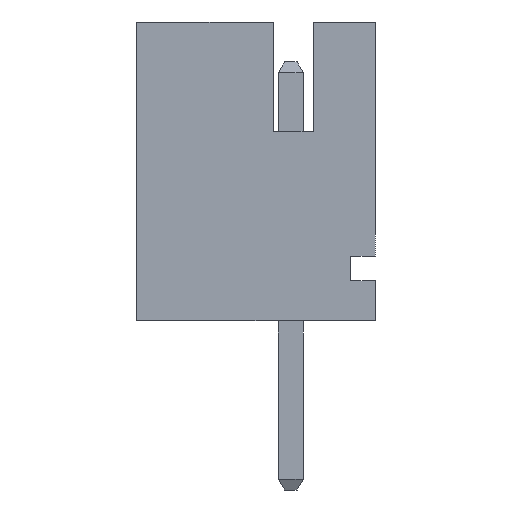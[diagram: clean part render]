
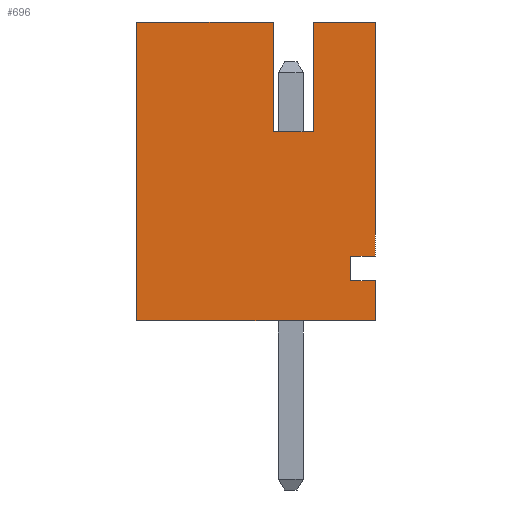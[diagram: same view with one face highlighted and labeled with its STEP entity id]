
A CAD part, left-side view. The second image highlights one B-rep face of the part: STEP entity #696.
In plain terms, the highlighted planar face has unit normal (-1, 0, 0).
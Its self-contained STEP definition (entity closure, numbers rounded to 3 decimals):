
#696=ADVANCED_FACE('',(#1457),#1459,.T.);
#1457=FACE_BOUND('',#1458,.T.);
#1458=EDGE_LOOP('',(#2076,#2077,#2078,#2079,#2080,#2081,#2082,#2083,#2084,#2085,
#2086,#2087));
#1459=PLANE('',#1460);
#1460=AXIS2_PLACEMENT_3D('',#1461,#1462,#1463);
#1461=CARTESIAN_POINT('',(-16.,3.1,0.));
#1462=DIRECTION('',(-1.,0.,0.));
#1463=DIRECTION('',(0.,-1.,0.));
#2076=ORIENTED_EDGE('',*,*,#2495,.T.);
#2077=ORIENTED_EDGE('',*,*,#2496,.T.);
#2078=ORIENTED_EDGE('',*,*,#2497,.F.);
#2079=ORIENTED_EDGE('',*,*,#2456,.F.);
#2080=ORIENTED_EDGE('',*,*,#2487,.T.);
#2081=ORIENTED_EDGE('',*,*,#2494,.T.);
#2082=ORIENTED_EDGE('',*,*,#2498,.T.);
#2083=ORIENTED_EDGE('',*,*,#2499,.T.);
#2084=ORIENTED_EDGE('',*,*,#2500,.T.);
#2085=ORIENTED_EDGE('',*,*,#2501,.T.);
#2086=ORIENTED_EDGE('',*,*,#2502,.F.);
#2087=ORIENTED_EDGE('',*,*,#2503,.T.);
#2456=EDGE_CURVE('',#2788,#2790,#2791,.T.);
#2487=EDGE_CURVE('',#2788,#2828,#2830,.T.);
#2494=EDGE_CURVE('',#2828,#2841,#2843,.T.);
#2495=EDGE_CURVE('',#2844,#2845,#2846,.F.);
#2496=EDGE_CURVE('',#2845,#2847,#2848,.F.);
#2497=EDGE_CURVE('',#2790,#2847,#2849,.T.);
#2498=EDGE_CURVE('',#2841,#2850,#2851,.F.);
#2499=EDGE_CURVE('',#2850,#2852,#2853,.T.);
#2500=EDGE_CURVE('',#2852,#2854,#2855,.F.);
#2501=EDGE_CURVE('',#2854,#2856,#2857,.T.);
#2502=EDGE_CURVE('',#2858,#2856,#2859,.T.);
#2503=EDGE_CURVE('',#2858,#2844,#2860,.F.);
#2788=VERTEX_POINT('',#3389);
#2790=VERTEX_POINT('',#3393);
#2791=LINE('',#3394,#3395);
#2828=VERTEX_POINT('',#3491);
#2830=LINE('',#3495,#3496);
#2841=VERTEX_POINT('',#3518);
#2843=LINE('',#3522,#3523);
#2844=VERTEX_POINT('',#3525);
#2845=VERTEX_POINT('',#3526);
#2846=LINE('',#3527,#3528);
#2847=VERTEX_POINT('',#3530);
#2848=LINE('',#3531,#3532);
#2849=LINE('',#3534,#3535);
#2850=VERTEX_POINT('',#3537);
#2851=LINE('',#3538,#3539);
#2852=VERTEX_POINT('',#3541);
#2853=LINE('',#3542,#3543);
#2854=VERTEX_POINT('',#3545);
#2855=LINE('',#3546,#3547);
#2856=VERTEX_POINT('',#3549);
#2857=LINE('',#3550,#3551);
#2858=VERTEX_POINT('',#3553);
#2859=LINE('',#3554,#3555);
#2860=LINE('',#3557,#3558);
#3389=CARTESIAN_POINT('',(-16.,3.1,0.));
#3393=CARTESIAN_POINT('',(-16.,3.1,6.));
#3394=CARTESIAN_POINT('',(-16.,3.1,0.));
#3395=VECTOR('',#3396,1.);
#3396=DIRECTION('',(0.,0.,1.));
#3491=CARTESIAN_POINT('',(-16.,-1.7,0.));
#3495=CARTESIAN_POINT('',(-16.,3.1,0.));
#3496=VECTOR('',#3497,1.);
#3497=DIRECTION('',(0.,-1.,0.));
#3518=CARTESIAN_POINT('',(-16.,-1.7,0.8));
#3522=CARTESIAN_POINT('',(-16.,-1.7,0.));
#3523=VECTOR('',#3524,1.);
#3524=DIRECTION('',(0.,0.,1.));
#3525=CARTESIAN_POINT('',(-16.,-0.45,3.8));
#3526=CARTESIAN_POINT('',(-16.,0.35,3.8));
#3527=CARTESIAN_POINT('',(-16.,0.35,3.8));
#3528=VECTOR('',#3529,1.);
#3529=DIRECTION('',(0.,-1.,0.));
#3530=CARTESIAN_POINT('',(-16.,0.35,6.));
#3531=CARTESIAN_POINT('',(-16.,0.35,6.));
#3532=VECTOR('',#3533,1.);
#3533=DIRECTION('',(0.,0.,-1.));
#3534=CARTESIAN_POINT('',(-16.,3.1,6.));
#3535=VECTOR('',#3536,1.);
#3536=DIRECTION('',(0.,-1.,0.));
#3537=CARTESIAN_POINT('',(-16.,-1.2,0.8));
#3538=CARTESIAN_POINT('',(-16.,-1.2,0.8));
#3539=VECTOR('',#3540,1.);
#3540=DIRECTION('',(0.,-1.,0.));
#3541=CARTESIAN_POINT('',(-16.,-1.2,1.3));
#3542=CARTESIAN_POINT('',(-16.,-1.2,0.8));
#3543=VECTOR('',#3544,1.);
#3544=DIRECTION('',(0.,0.,1.));
#3545=CARTESIAN_POINT('',(-16.,-1.7,1.3));
#3546=CARTESIAN_POINT('',(-16.,-1.7,1.3));
#3547=VECTOR('',#3548,1.);
#3548=DIRECTION('',(0.,1.,0.));
#3549=CARTESIAN_POINT('',(-16.,-1.7,6.));
#3550=CARTESIAN_POINT('',(-16.,-1.7,1.3));
#3551=VECTOR('',#3552,1.);
#3552=DIRECTION('',(0.,0.,1.));
#3553=CARTESIAN_POINT('',(-16.,-0.45,6.));
#3554=CARTESIAN_POINT('',(-16.,-0.45,6.));
#3555=VECTOR('',#3556,1.);
#3556=DIRECTION('',(0.,-1.,0.));
#3557=CARTESIAN_POINT('',(-16.,-0.45,3.8));
#3558=VECTOR('',#3559,1.);
#3559=DIRECTION('',(0.,0.,1.));
